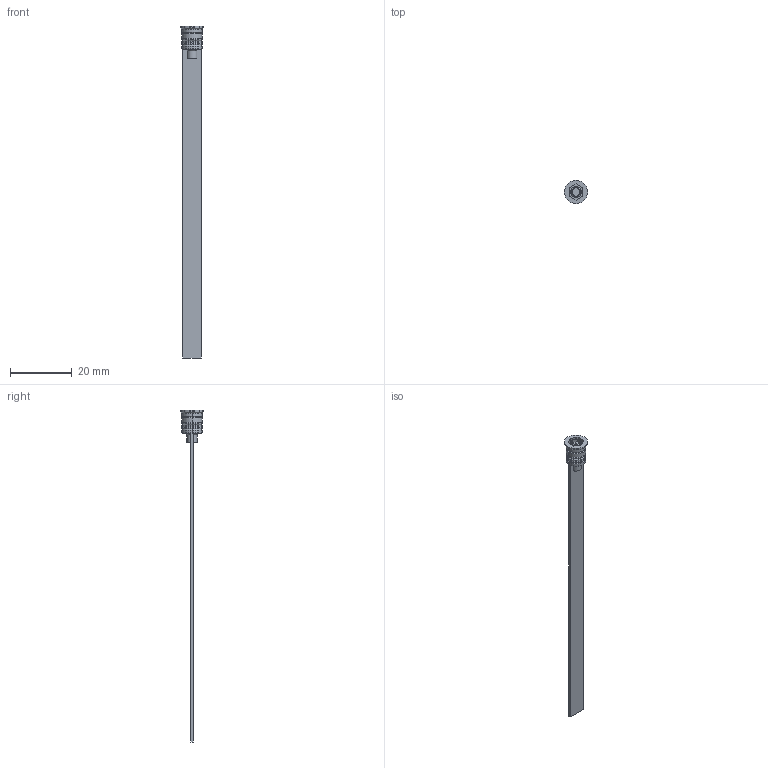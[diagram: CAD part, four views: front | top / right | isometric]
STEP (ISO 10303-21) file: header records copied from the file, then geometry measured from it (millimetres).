
FILE_DESCRIPTION (( 'STEP AP203' ), '1' );
FILE_NAME ('d3fd.STEP', '2025-07-01T07:40:05', ( '' ), ( '' ), 'SwSTEP 2.0', 'SolidWorks 2019', '' );
FILE_SCHEMA (( 'CONFIG_CONTROL_DESIGN' ));
Length unit declared in the file: millimetre
Products named in the file (1): d3fd
Bounding box: 7.5 x 7.5 x 107.5 mm (x, y, z)
Volume: 716 mm3; surface area: 1785.5 mm2
Topology: 3 solids, 3 shells, 78 faces, 166 edges, 102 vertices
Faces by surface type: plane 32, cylinder 22, torus 14, cone 10
Entity records: 2177 total; most frequent: DIRECTION 398, CARTESIAN_POINT 359, ORIENTED_EDGE 332, EDGE_CURVE 166, AXIS2_PLACEMENT_3D 157, VERTEX_POINT 102, EDGE_LOOP 86, LINE 84
